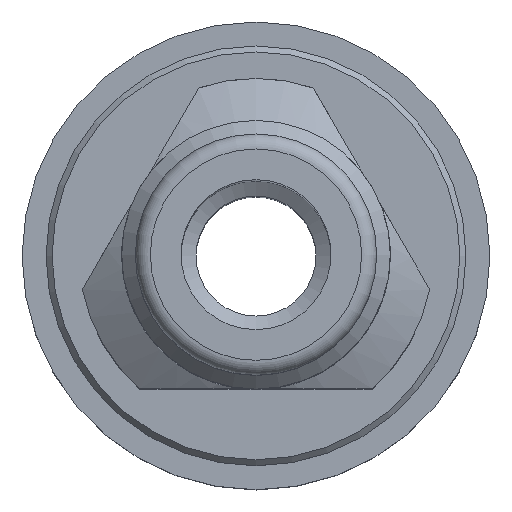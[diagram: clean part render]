
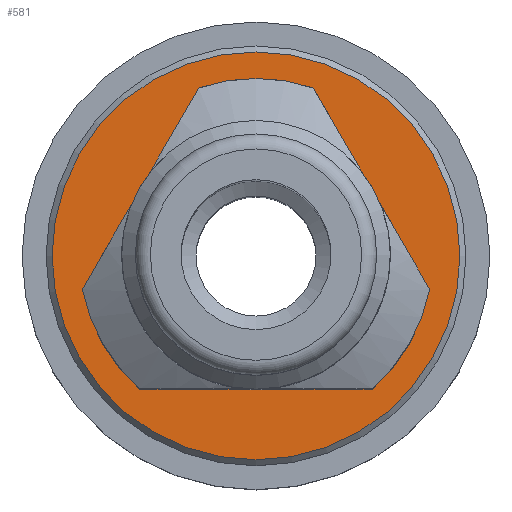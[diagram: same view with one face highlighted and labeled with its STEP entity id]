
A CAD part, top view. The second image highlights one B-rep face of the part: STEP entity #581.
In plain terms, the highlighted planar face has unit normal (0, 0, 1).
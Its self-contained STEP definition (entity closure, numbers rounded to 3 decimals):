
#40=PLANE('',#636);
#121=FACE_BOUND('',#206,.T.);
#155=FACE_OUTER_BOUND('',#205,.T.);
#205=EDGE_LOOP('',(#444));
#206=EDGE_LOOP('',(#445));
#281=CIRCLE('',#635,6.8);
#282=CIRCLE('',#637,4.35);
#326=VERTEX_POINT('',#924);
#327=VERTEX_POINT('',#927);
#377=EDGE_CURVE('',#326,#326,#281,.T.);
#378=EDGE_CURVE('',#327,#327,#282,.T.);
#444=ORIENTED_EDGE('',*,*,#377,.F.);
#445=ORIENTED_EDGE('',*,*,#378,.F.);
#581=ADVANCED_FACE('',(#155,#121),#40,.F.);
#635=AXIS2_PLACEMENT_3D('',#925,#736,#737);
#636=AXIS2_PLACEMENT_3D('',#926,#738,#739);
#637=AXIS2_PLACEMENT_3D('',#928,#740,#741);
#736=DIRECTION('center_axis',(0.,0.,-1.));
#737=DIRECTION('ref_axis',(0.,-1.,0.));
#738=DIRECTION('center_axis',(0.,0.,-1.));
#739=DIRECTION('ref_axis',(-1.,0.,0.));
#740=DIRECTION('center_axis',(0.,0.,1.));
#741=DIRECTION('ref_axis',(0.,1.,0.));
#924=CARTESIAN_POINT('',(-21.167,9.846,4.5));
#925=CARTESIAN_POINT('Origin',(-21.167,3.046,4.5));
#926=CARTESIAN_POINT('Origin',(-21.167,3.046,4.5));
#927=CARTESIAN_POINT('',(-21.167,7.396,4.5));
#928=CARTESIAN_POINT('Origin',(-21.167,3.046,4.5));
